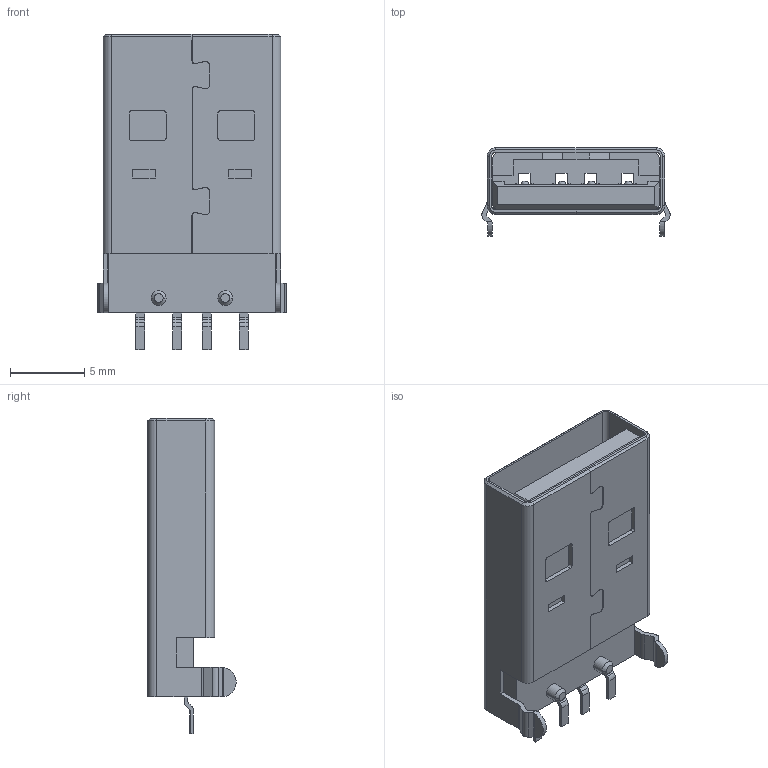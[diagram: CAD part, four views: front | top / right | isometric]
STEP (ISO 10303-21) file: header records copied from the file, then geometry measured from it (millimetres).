
FILE_DESCRIPTION (( 'STEP AP214' ), '1' );
FILE_NAME ('USB1061-GF-L-A.STEP', '2023-02-03T03:50:08', ( '' ), ( '' ), 'SwSTEP 2.0', 'SolidWorks 2021', '' );
FILE_SCHEMA (( 'AUTOMOTIVE_DESIGN' ));
Length unit declared in the file: millimetre
Products named in the file (1): USB1061-GF-L-A
Bounding box: 12.7 x 5.95 x 21.28 mm (x, y, z)
Volume: 677.9 mm3; surface area: 2093 mm2
Topology: 10 solids, 10 shells, 389 faces, 1060 edges, 691 vertices
Faces by surface type: plane 272, cylinder 100, cone 9, bspline 8
Entity records: 12596 total; most frequent: CARTESIAN_POINT 2518, ORIENTED_EDGE 2118, DIRECTION 1987, EDGE_CURVE 1059, LINE 821, VECTOR 821, VERTEX_POINT 691, AXIS2_PLACEMENT_3D 583
